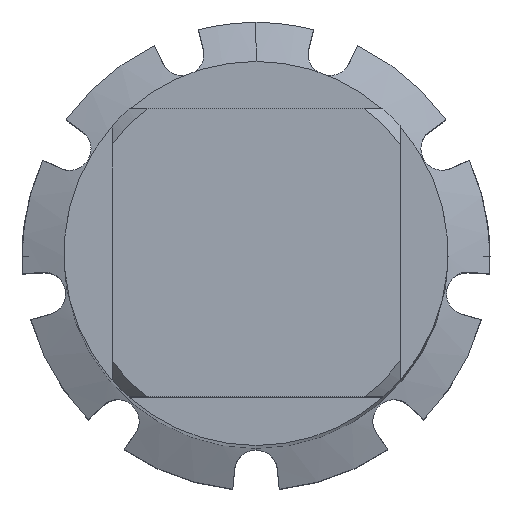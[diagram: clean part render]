
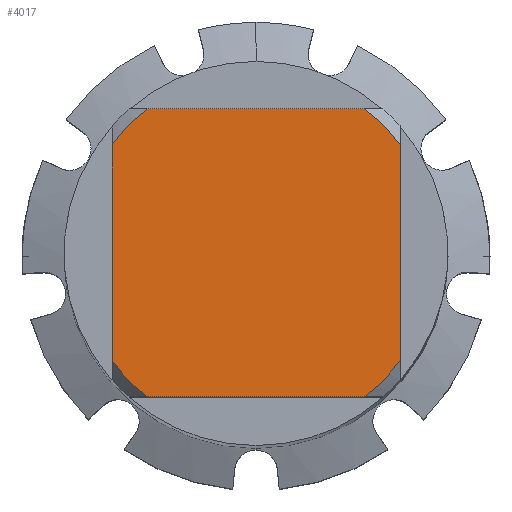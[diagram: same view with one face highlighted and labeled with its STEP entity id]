
A CAD part, top view. The second image highlights one B-rep face of the part: STEP entity #4017.
In plain terms, the highlighted planar face has unit normal (0, 0, 1).
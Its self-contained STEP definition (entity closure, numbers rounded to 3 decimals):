
#4017=ADVANCED_FACE('',(#11319),#11320,.T.);
#4699=EDGE_CURVE('',#8405,#4855,#12056,.T.);
#4855=VERTEX_POINT('',#12226);
#5557=VERTEX_POINT('',#12988);
#6277=EDGE_CURVE('',#5557,#10853,#13771,.T.);
#7161=EDGE_CURVE('',#7831,#7455,#14735,.T.);
#7233=EDGE_CURVE('',#8405,#10853,#14813,.T.);
#7455=VERTEX_POINT('',#15054);
#7831=VERTEX_POINT('',#15465);
#7949=VERTEX_POINT('',#15592);
#7993=VERTEX_POINT('',#15639);
#8397=EDGE_CURVE('',#5557,#7993,#16079,.T.);
#8405=VERTEX_POINT('',#16087);
#9301=EDGE_CURVE('',#7831,#4855,#17063,.T.);
#9913=EDGE_CURVE('',#7949,#7455,#17732,.T.);
#10509=EDGE_CURVE('',#7949,#7993,#18373,.T.);
#10853=VERTEX_POINT('',#18742);
#11319=FACE_OUTER_BOUND('',#19571,.T.);
#11320=PLANE('',#19572);
#12056=LINE('',#20965,#20966);
#12226=CARTESIAN_POINT('',(9.0,-12.0,0.0));
#12988=CARTESIAN_POINT('',(-12.0,9.0,0.0));
#13771=LINE('',#24155,#24156);
#14735=LINE('',#25882,#25883);
#14813=CIRCLE('',#26000,15.0);
#15054=CARTESIAN_POINT('',(12.0,9.0,0.0));
#15465=CARTESIAN_POINT('',(12.0,-9.0,0.0));
#15592=CARTESIAN_POINT('',(9.0,12.0,0.0));
#15639=CARTESIAN_POINT('',(-9.0,12.0,0.0));
#16079=CIRCLE('',#28356,15.0);
#16087=CARTESIAN_POINT('',(-9.0,-12.0,0.0));
#17063=CIRCLE('',#30062,15.0);
#17732=CIRCLE('',#31353,15.0);
#18373=LINE('',#32517,#32518);
#18742=CARTESIAN_POINT('',(-12.0,-9.0,0.0));
#19571=EDGE_LOOP('',(#33727,#33728,#33729,#33730,#33731,#33732,#33733,#33734));
#19572=AXIS2_PLACEMENT_3D('',#33735,#33736,#33737);
#20965=CARTESIAN_POINT('',(0.0,-12.0,0.0));
#20966=VECTOR('',#34473,1.0);
#24155=CARTESIAN_POINT('',(-12.0,3.75,0.0));
#24156=VECTOR('',#36442,1.0);
#25882=CARTESIAN_POINT('',(12.0,3.75,0.0));
#25883=VECTOR('',#37508,1.0);
#26000=AXIS2_PLACEMENT_3D('',#37633,#37634,#37635);
#28356=AXIS2_PLACEMENT_3D('',#39104,#39105,#39106);
#30062=AXIS2_PLACEMENT_3D('',#40084,#40085,#40086);
#31353=AXIS2_PLACEMENT_3D('',#40826,#40827,#40828);
#32517=CARTESIAN_POINT('',(0.0,12.0,0.0));
#32518=VECTOR('',#41483,1.0);
#33727=ORIENTED_EDGE('',*,*,#6277,.T.);
#33728=ORIENTED_EDGE('',*,*,#7233,.F.);
#33729=ORIENTED_EDGE('',*,*,#4699,.T.);
#33730=ORIENTED_EDGE('',*,*,#9301,.F.);
#33731=ORIENTED_EDGE('',*,*,#7161,.T.);
#33732=ORIENTED_EDGE('',*,*,#9913,.F.);
#33733=ORIENTED_EDGE('',*,*,#10509,.T.);
#33734=ORIENTED_EDGE('',*,*,#8397,.F.);
#33735=CARTESIAN_POINT('',(0.0,7.5,0.0));
#33736=DIRECTION('',(-0.0,0.0,1.0));
#33737=DIRECTION('',(0.0,-1.0,0.0));
#34473=DIRECTION('',(1.0,0.0,0.0));
#36442=DIRECTION('',(-0.0,-1.0,0.0));
#37508=DIRECTION('',(-0.0,1.0,0.0));
#37633=CARTESIAN_POINT('',(0.0,0.0,0.0));
#37634=DIRECTION('',(0.0,0.0,-1.0));
#37635=DIRECTION('',(0.0,1.0,0.0));
#39104=CARTESIAN_POINT('',(0.0,0.0,0.0));
#39105=DIRECTION('',(0.0,0.0,-1.0));
#39106=DIRECTION('',(0.0,1.0,0.0));
#40084=CARTESIAN_POINT('',(0.0,0.0,0.0));
#40085=DIRECTION('',(0.0,0.0,-1.0));
#40086=DIRECTION('',(0.0,1.0,0.0));
#40826=CARTESIAN_POINT('',(0.0,0.0,0.0));
#40827=DIRECTION('',(0.0,0.0,-1.0));
#40828=DIRECTION('',(0.0,1.0,0.0));
#41483=DIRECTION('',(-1.0,0.0,0.0));
